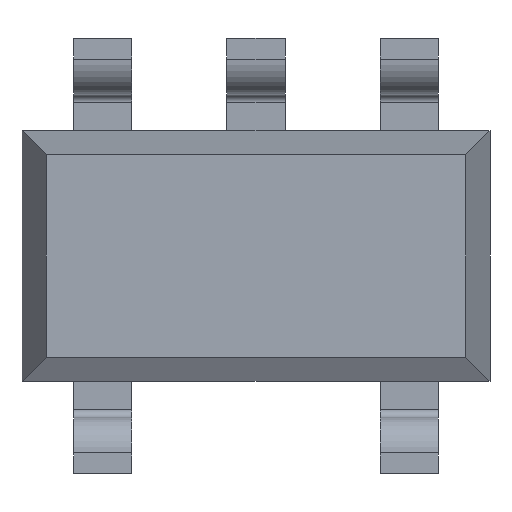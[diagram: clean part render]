
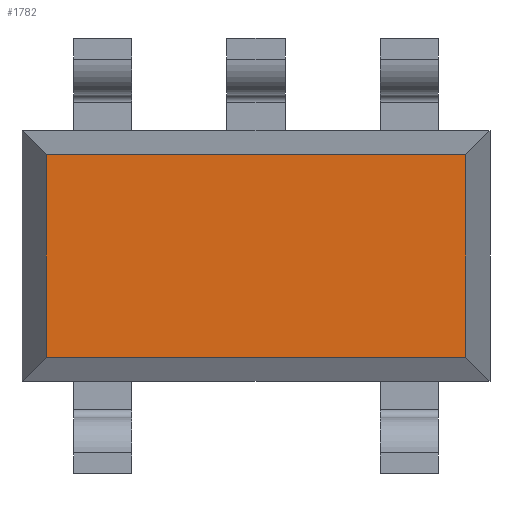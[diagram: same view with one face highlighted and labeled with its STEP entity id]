
A CAD part, front view. The second image highlights one B-rep face of the part: STEP entity #1782.
In plain terms, the highlighted planar face has unit normal (0, -1, 0).
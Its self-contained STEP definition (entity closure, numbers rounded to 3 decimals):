
#398=DIRECTION('',(1.,0.,0.));
#399=VECTOR('',#398,2.602);
#400=CARTESIAN_POINT('',(0.599,-0.7,-0.626));
#401=LINE('',#400,#399);
#402=DIRECTION('',(0.,0.,-1.));
#403=VECTOR('',#402,1.252);
#404=CARTESIAN_POINT('',(0.599,-0.7,0.626));
#405=LINE('',#404,#403);
#406=DIRECTION('',(1.,0.,0.));
#407=VECTOR('',#406,2.602);
#408=CARTESIAN_POINT('',(0.599,-0.7,0.626));
#409=LINE('',#408,#407);
#410=DIRECTION('',(0.,0.,-1.));
#411=VECTOR('',#410,1.252);
#412=CARTESIAN_POINT('',(3.201,-0.7,0.626));
#413=LINE('',#412,#411);
#1008=CARTESIAN_POINT('',(0.599,-0.7,-0.626));
#1010=VERTEX_POINT('',#1008);
#1014=CARTESIAN_POINT('',(0.599,-0.7,0.626));
#1016=VERTEX_POINT('',#1014);
#1020=CARTESIAN_POINT('',(3.201,-0.7,-0.626));
#1022=VERTEX_POINT('',#1020);
#1026=CARTESIAN_POINT('',(3.201,-0.7,0.626));
#1028=VERTEX_POINT('',#1026);
#1769=CARTESIAN_POINT('',(0.,-0.7,0.));
#1770=DIRECTION('',(0.,1.,0.));
#1771=DIRECTION('',(1.,0.,0.));
#1772=AXIS2_PLACEMENT_3D('',#1769,#1770,#1771);
#1773=PLANE('',#1772);
#1774=ORIENTED_EDGE('',*,*,#1528,.F.);
#1775=ORIENTED_EDGE('',*,*,#1752,.F.);
#1777=ORIENTED_EDGE('',*,*,#1776,.T.);
#1779=ORIENTED_EDGE('',*,*,#1778,.T.);
#1780=EDGE_LOOP('',(#1774,#1775,#1777,#1779));
#1781=FACE_OUTER_BOUND('',#1780,.F.);
#1782=ADVANCED_FACE('',(#1781),#1773,.F.);
#1528=EDGE_CURVE('',#1010,#1022,#401,.T.);
#1752=EDGE_CURVE('',#1016,#1010,#405,.T.);
#1776=EDGE_CURVE('',#1016,#1028,#409,.T.);
#1778=EDGE_CURVE('',#1028,#1022,#413,.T.);
